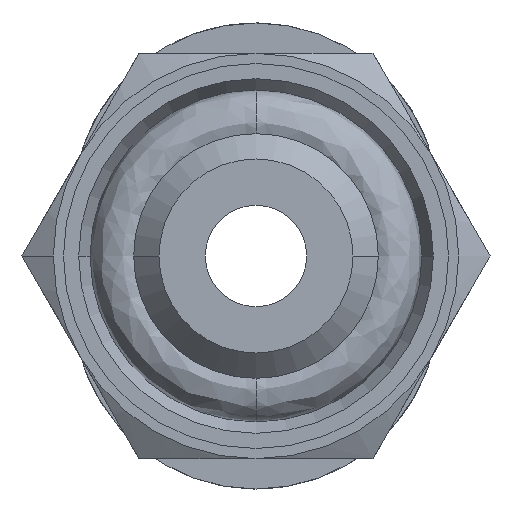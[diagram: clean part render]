
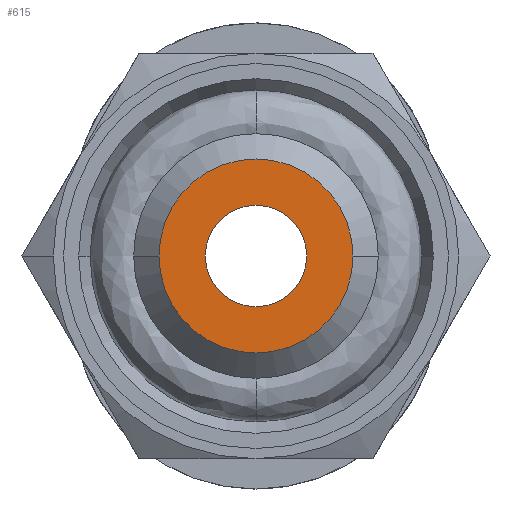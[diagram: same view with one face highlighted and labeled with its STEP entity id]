
A CAD part, front view. The second image highlights one B-rep face of the part: STEP entity #615.
In plain terms, the highlighted planar face has unit normal (0, -1, 0).
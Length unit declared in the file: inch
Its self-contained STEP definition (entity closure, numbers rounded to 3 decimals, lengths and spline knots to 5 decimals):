
#65 = DIRECTION ( 'NONE',  ( 0., 0., -1. ) ) ;
#87 = EDGE_CURVE ( 'NONE', #862, #2219, #1606, .T. ) ;
#152 = DIRECTION ( 'NONE',  ( -1., 0., 0. ) ) ;
#159 = EDGE_CURVE ( 'NONE', #2694, #642, #1454, .T. ) ;
#191 = EDGE_LOOP ( 'NONE', ( #1472, #2356 ) ) ;
#387 = PLANE ( 'NONE',  #880 ) ;
#390 = DIRECTION ( 'NONE',  ( -1., 0., 0. ) ) ;
#411 = DIRECTION ( 'NONE',  ( 0., -1., 0. ) ) ;
#615 = ADVANCED_FACE ( 'NONE', ( #3146, #2761 ), #387, .T. ) ;
#642 = VERTEX_POINT ( 'NONE', #1592 ) ;
#675 = DIRECTION ( 'NONE',  ( 1., 0., 0. ) ) ;
#819 = CARTESIAN_POINT ( 'NONE',  ( -0.07539, 0., 0. ) ) ;
#862 = VERTEX_POINT ( 'NONE', #3167 ) ;
#880 = AXIS2_PLACEMENT_3D ( 'NONE', #2037, #411, #65 ) ;
#942 = EDGE_CURVE ( 'NONE', #642, #2694, #1145, .T. ) ;
#1026 = CARTESIAN_POINT ( 'NONE',  ( 0., 0., 0. ) ) ;
#1056 = EDGE_CURVE ( 'NONE', #2219, #862, #3843, .T. ) ;
#1132 = EDGE_LOOP ( 'NONE', ( #2922, #1498 ) ) ;
#1145 = CIRCLE ( 'NONE', #3998, 0.03937 ) ;
#1352 = DIRECTION ( 'NONE',  ( 1., 0., 0. ) ) ;
#1454 = CIRCLE ( 'NONE', #3547, 0.03937 ) ;
#1472 = ORIENTED_EDGE ( 'NONE', *, *, #1056, .T. ) ;
#1498 = ORIENTED_EDGE ( 'NONE', *, *, #942, .T. ) ;
#1508 = DIRECTION ( 'NONE',  ( 0., 1., 0. ) ) ;
#1592 = CARTESIAN_POINT ( 'NONE',  ( -0.03937, 0., 0. ) ) ;
#1606 = CIRCLE ( 'NONE', #3344, 0.07539 ) ;
#1884 = AXIS2_PLACEMENT_3D ( 'NONE', #2656, #2402, #390 ) ;
#2037 = CARTESIAN_POINT ( 'NONE',  ( -0.0377, 0., 0. ) ) ;
#2219 = VERTEX_POINT ( 'NONE', #819 ) ;
#2356 = ORIENTED_EDGE ( 'NONE', *, *, #87, .T. ) ;
#2402 = DIRECTION ( 'NONE',  ( 0., -1., 0. ) ) ;
#2656 = CARTESIAN_POINT ( 'NONE',  ( 0., 0., 0. ) ) ;
#2694 = VERTEX_POINT ( 'NONE', #3189 ) ;
#2761 = FACE_OUTER_BOUND ( 'NONE', #191, .T. ) ;
#2922 = ORIENTED_EDGE ( 'NONE', *, *, #159, .T. ) ;
#3146 = FACE_BOUND ( 'NONE', #1132, .T. ) ;
#3167 = CARTESIAN_POINT ( 'NONE',  ( 0.07539, 0., 0. ) ) ;
#3189 = CARTESIAN_POINT ( 'NONE',  ( 0.03937, 0., 0. ) ) ;
#3227 = DIRECTION ( 'NONE',  ( 0., 1., 0. ) ) ;
#3344 = AXIS2_PLACEMENT_3D ( 'NONE', #4031, #3959, #152 ) ;
#3547 = AXIS2_PLACEMENT_3D ( 'NONE', #4085, #1508, #675 ) ;
#3843 = CIRCLE ( 'NONE', #1884, 0.07539 ) ;
#3959 = DIRECTION ( 'NONE',  ( 0., -1., 0. ) ) ;
#3998 = AXIS2_PLACEMENT_3D ( 'NONE', #1026, #3227, #1352 ) ;
#4031 = CARTESIAN_POINT ( 'NONE',  ( 0., 0., 0. ) ) ;
#4085 = CARTESIAN_POINT ( 'NONE',  ( 0., 0., 0. ) ) ;
